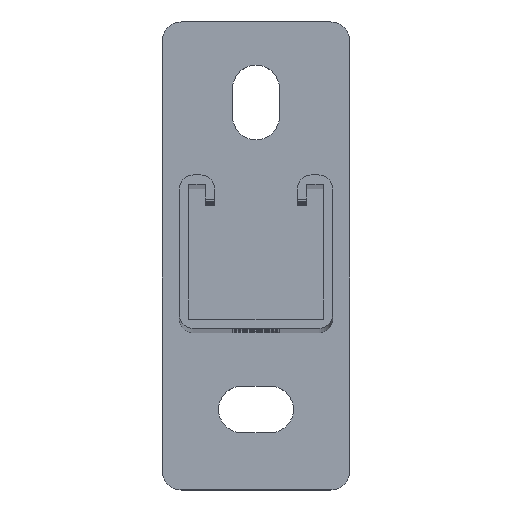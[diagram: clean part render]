
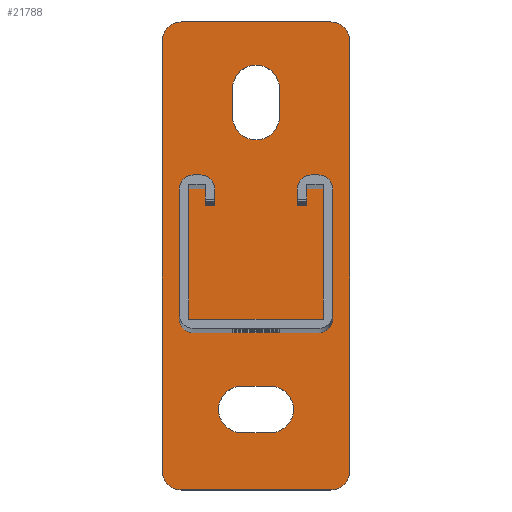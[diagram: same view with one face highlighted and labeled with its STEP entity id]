
A CAD part, top view. The second image highlights one B-rep face of the part: STEP entity #21788.
In plain terms, the highlighted planar face has unit normal (0, 0, 1).
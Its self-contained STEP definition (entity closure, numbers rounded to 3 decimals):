
#277 = DIRECTION ( 'NONE',  ( 0., 0., 1. ) ) ;
#332 = ORIENTED_EDGE ( 'NONE', *, *, #25070, .F. ) ;
#495 = CARTESIAN_POINT ( 'NONE',  ( 6.25, 44.75, 0. ) ) ;
#512 = DIRECTION ( 'NONE',  ( 0., 1., 0. ) ) ;
#600 = VERTEX_POINT ( 'NONE', #7998 ) ;
#820 = ORIENTED_EDGE ( 'NONE', *, *, #9540, .F. ) ;
#1074 = ORIENTED_EDGE ( 'NONE', *, *, #11833, .F. ) ;
#1402 = VERTEX_POINT ( 'NONE', #8620 ) ;
#1456 = VERTEX_POINT ( 'NONE', #22450 ) ;
#1549 = LINE ( 'NONE', #6252, #34495 ) ;
#2409 = EDGE_CURVE ( 'NONE', #1456, #600, #37348, .T. ) ;
#2708 = ORIENTED_EDGE ( 'NONE', *, *, #8909, .F. ) ;
#3313 = FACE_BOUND ( 'NONE', #33695, .T. ) ;
#4230 = EDGE_CURVE ( 'NONE', #1402, #31884, #15614, .T. ) ;
#4919 = DIRECTION ( 'NONE',  ( 0., 0., 1. ) ) ;
#5066 = VECTOR ( 'NONE', #512, 1000. ) ;
#5148 = EDGE_LOOP ( 'NONE', ( #26111, #15638, #23712, #820, #1074 ) ) ;
#6194 = DIRECTION ( 'NONE',  ( 0., -1., 0. ) ) ;
#6252 = CARTESIAN_POINT ( 'NONE',  ( -25., -62.5, 0. ) ) ;
#6497 = DIRECTION ( 'NONE',  ( 0., 0., 1. ) ) ;
#7038 = DIRECTION ( 'NONE',  ( -1., 0., 0. ) ) ;
#7177 = VERTEX_POINT ( 'NONE', #19323 ) ;
#7178 = AXIS2_PLACEMENT_3D ( 'NONE', #29826, #23409, #7610 ) ;
#7213 = VERTEX_POINT ( 'NONE', #495 ) ;
#7251 = VERTEX_POINT ( 'NONE', #17059 ) ;
#7610 = DIRECTION ( 'NONE',  ( 1., 0., 0. ) ) ;
#7780 = CARTESIAN_POINT ( 'NONE',  ( -20., -57.5, 0. ) ) ;
#7967 = CARTESIAN_POINT ( 'NONE',  ( 0., 37.25, 0. ) ) ;
#7998 = CARTESIAN_POINT ( 'NONE',  ( 25., 57.5, 0. ) ) ;
#8037 = DIRECTION ( 'NONE',  ( 0., 0., 1. ) ) ;
#8072 = EDGE_CURVE ( 'NONE', #21714, #22866, #40266, .T. ) ;
#8620 = CARTESIAN_POINT ( 'NONE',  ( -3.75, -34.75, 0. ) ) ;
#8835 = DIRECTION ( 'NONE',  ( 1., 0., 0. ) ) ;
#8909 = EDGE_CURVE ( 'NONE', #7213, #7177, #23231, .T. ) ;
#9443 = DIRECTION ( 'NONE',  ( 1., 0., 0. ) ) ;
#9540 = EDGE_CURVE ( 'NONE', #28143, #7251, #37162, .T. ) ;
#9602 = AXIS2_PLACEMENT_3D ( 'NONE', #24765, #41062, #8835 ) ;
#9989 = DIRECTION ( 'NONE',  ( 1., 0., 0. ) ) ;
#10570 = CARTESIAN_POINT ( 'NONE',  ( 3.75, -41., 0. ) ) ;
#11161 = EDGE_CURVE ( 'NONE', #19958, #7213, #14021, .T. ) ;
#11187 = DIRECTION ( 'NONE',  ( 0., 0., 1. ) ) ;
#11379 = DIRECTION ( 'NONE',  ( 0., 0., 1. ) ) ;
#11833 = EDGE_CURVE ( 'NONE', #31884, #28143, #28513, .T. ) ;
#12525 = ORIENTED_EDGE ( 'NONE', *, *, #38776, .T. ) ;
#12562 = ORIENTED_EDGE ( 'NONE', *, *, #27080, .T. ) ;
#13056 = EDGE_CURVE ( 'NONE', #7251, #13153, #22367, .T. ) ;
#13153 = VERTEX_POINT ( 'NONE', #14481 ) ;
#13637 = CARTESIAN_POINT ( 'NONE',  ( -3.75, -47.25, 0. ) ) ;
#13654 = VECTOR ( 'NONE', #7038, 1000. ) ;
#13670 = VERTEX_POINT ( 'NONE', #38899 ) ;
#14021 = LINE ( 'NONE', #35668, #5066 ) ;
#14156 = CIRCLE ( 'NONE', #41346, 5. ) ;
#14392 = CARTESIAN_POINT ( 'NONE',  ( 25., 62.5, 0. ) ) ;
#14481 = CARTESIAN_POINT ( 'NONE',  ( 3.75, -34.75, 0. ) ) ;
#14943 = EDGE_CURVE ( 'NONE', #36101, #13670, #14156, .T. ) ;
#15284 = AXIS2_PLACEMENT_3D ( 'NONE', #35263, #6497, #9443 ) ;
#15614 = CIRCLE ( 'NONE', #31214, 6.25 ) ;
#15638 = ORIENTED_EDGE ( 'NONE', *, *, #31066, .F. ) ;
#16239 = LINE ( 'NONE', #24333, #23738 ) ;
#16258 = FACE_OUTER_BOUND ( 'NONE', #17394, .T. ) ;
#16375 = LINE ( 'NONE', #34563, #37837 ) ;
#16843 = AXIS2_PLACEMENT_3D ( 'NONE', #7967, #4919, #30308 ) ;
#17059 = CARTESIAN_POINT ( 'NONE',  ( 10., -41., 0. ) ) ;
#17394 = EDGE_LOOP ( 'NONE', ( #30074, #22279, #12525, #12562, #35603, #30244, #34669, #38050 ) ) ;
#17911 = CARTESIAN_POINT ( 'NONE',  ( -6.25, 44.75, 0. ) ) ;
#17933 = EDGE_CURVE ( 'NONE', #32100, #19958, #26619, .T. ) ;
#19263 = DIRECTION ( 'NONE',  ( 1., 0., 0. ) ) ;
#19323 = CARTESIAN_POINT ( 'NONE',  ( -6.25, 44.75, 0. ) ) ;
#19377 = DIRECTION ( 'NONE',  ( 0., 0., 1. ) ) ;
#19399 = CARTESIAN_POINT ( 'NONE',  ( -20., 62.5, 0. ) ) ;
#19958 = VERTEX_POINT ( 'NONE', #28774 ) ;
#20724 = DIRECTION ( 'NONE',  ( 0., -1., 0. ) ) ;
#21037 = DIRECTION ( 'NONE',  ( 1., 0., 0. ) ) ;
#21285 = DIRECTION ( 'NONE',  ( -1., 0., 0. ) ) ;
#21432 = CIRCLE ( 'NONE', #33986, 5. ) ;
#21697 = AXIS2_PLACEMENT_3D ( 'NONE', #7780, #11379, #30690 ) ;
#21714 = VERTEX_POINT ( 'NONE', #21906 ) ;
#21788 = ADVANCED_FACE ( 'NONE', ( #29776, #3313, #16258 ), #34720, .T. ) ;
#21906 = CARTESIAN_POINT ( 'NONE',  ( -25., -57.5, 0. ) ) ;
#22279 = ORIENTED_EDGE ( 'NONE', *, *, #8072, .T. ) ;
#22367 = CIRCLE ( 'NONE', #39456, 6.25 ) ;
#22450 = CARTESIAN_POINT ( 'NONE',  ( 25., -57.5, 0. ) ) ;
#22464 = CARTESIAN_POINT ( 'NONE',  ( 20., 57.5, 0. ) ) ;
#22866 = VERTEX_POINT ( 'NONE', #40481 ) ;
#23231 = CIRCLE ( 'NONE', #9602, 6.25 ) ;
#23409 = DIRECTION ( 'NONE',  ( 0., 0., 1. ) ) ;
#23712 = ORIENTED_EDGE ( 'NONE', *, *, #13056, .F. ) ;
#23738 = VECTOR ( 'NONE', #21285, 1000. ) ;
#23827 = VECTOR ( 'NONE', #20724, 1000. ) ;
#24072 = CARTESIAN_POINT ( 'NONE',  ( 3.75, -41., 0. ) ) ;
#24333 = CARTESIAN_POINT ( 'NONE',  ( -3.75, -34.75, 0. ) ) ;
#24602 = EDGE_CURVE ( 'NONE', #13670, #21714, #16375, .T. ) ;
#24715 = LINE ( 'NONE', #29262, #13654 ) ;
#24765 = CARTESIAN_POINT ( 'NONE',  ( 0., 44.75, 0. ) ) ;
#25070 = EDGE_CURVE ( 'NONE', #7177, #32100, #40791, .T. ) ;
#25968 = DIRECTION ( 'NONE',  ( 1., 0., 0. ) ) ;
#26111 = ORIENTED_EDGE ( 'NONE', *, *, #4230, .F. ) ;
#26142 = DIRECTION ( 'NONE',  ( 1., 0., 0. ) ) ;
#26297 = CARTESIAN_POINT ( 'NONE',  ( 3.75, -47.25, 0. ) ) ;
#26300 = AXIS2_PLACEMENT_3D ( 'NONE', #24072, #11187, #27847 ) ;
#26619 = CIRCLE ( 'NONE', #16843, 6.25 ) ;
#26762 = VERTEX_POINT ( 'NONE', #34334 ) ;
#27080 = EDGE_CURVE ( 'NONE', #26762, #1456, #35124, .T. ) ;
#27847 = DIRECTION ( 'NONE',  ( 1., 0., 0. ) ) ;
#28143 = VERTEX_POINT ( 'NONE', #26297 ) ;
#28513 = LINE ( 'NONE', #13637, #30973 ) ;
#28727 = EDGE_CURVE ( 'NONE', #600, #31783, #21432, .T. ) ;
#28774 = CARTESIAN_POINT ( 'NONE',  ( 6.25, 37.25, 0. ) ) ;
#29262 = CARTESIAN_POINT ( 'NONE',  ( -25., 62.5, 0. ) ) ;
#29776 = FACE_BOUND ( 'NONE', #5148, .T. ) ;
#29826 = CARTESIAN_POINT ( 'NONE',  ( 20., -57.5, 0. ) ) ;
#30074 = ORIENTED_EDGE ( 'NONE', *, *, #24602, .T. ) ;
#30244 = ORIENTED_EDGE ( 'NONE', *, *, #28727, .T. ) ;
#30308 = DIRECTION ( 'NONE',  ( 1., 0., 0. ) ) ;
#30690 = DIRECTION ( 'NONE',  ( 1., 0., 0. ) ) ;
#30973 = VECTOR ( 'NONE', #26142, 1000. ) ;
#31066 = EDGE_CURVE ( 'NONE', #13153, #1402, #16239, .T. ) ;
#31214 = AXIS2_PLACEMENT_3D ( 'NONE', #35273, #19377, #9989 ) ;
#31783 = VERTEX_POINT ( 'NONE', #34474 ) ;
#31884 = VERTEX_POINT ( 'NONE', #35148 ) ;
#32100 = VERTEX_POINT ( 'NONE', #39446 ) ;
#33695 = EDGE_LOOP ( 'NONE', ( #2708, #40917, #36095, #332 ) ) ;
#33986 = AXIS2_PLACEMENT_3D ( 'NONE', #22464, #277, #25968 ) ;
#34334 = CARTESIAN_POINT ( 'NONE',  ( 20., -62.5, 0. ) ) ;
#34474 = CARTESIAN_POINT ( 'NONE',  ( 20., 62.5, 0. ) ) ;
#34495 = VECTOR ( 'NONE', #19263, 1000. ) ;
#34563 = CARTESIAN_POINT ( 'NONE',  ( -25., 62.5, 0. ) ) ;
#34669 = ORIENTED_EDGE ( 'NONE', *, *, #36785, .T. ) ;
#34720 = PLANE ( 'NONE',  #15284 ) ;
#35124 = CIRCLE ( 'NONE', #7178, 5. ) ;
#35148 = CARTESIAN_POINT ( 'NONE',  ( -3.75, -47.25, 0. ) ) ;
#35263 = CARTESIAN_POINT ( 'NONE',  ( 0., 0., 0. ) ) ;
#35273 = CARTESIAN_POINT ( 'NONE',  ( -3.75, -41., 0. ) ) ;
#35346 = VECTOR ( 'NONE', #39537, 1000. ) ;
#35603 = ORIENTED_EDGE ( 'NONE', *, *, #2409, .T. ) ;
#35668 = CARTESIAN_POINT ( 'NONE',  ( 6.25, 44.75, 0. ) ) ;
#36095 = ORIENTED_EDGE ( 'NONE', *, *, #17933, .F. ) ;
#36101 = VERTEX_POINT ( 'NONE', #19399 ) ;
#36158 = DIRECTION ( 'NONE',  ( 0., 0., 1. ) ) ;
#36785 = EDGE_CURVE ( 'NONE', #31783, #36101, #24715, .T. ) ;
#37162 = CIRCLE ( 'NONE', #26300, 6.25 ) ;
#37216 = CARTESIAN_POINT ( 'NONE',  ( -20., 57.5, 0. ) ) ;
#37348 = LINE ( 'NONE', #14392, #35346 ) ;
#37837 = VECTOR ( 'NONE', #6194, 1000. ) ;
#38050 = ORIENTED_EDGE ( 'NONE', *, *, #14943, .T. ) ;
#38776 = EDGE_CURVE ( 'NONE', #22866, #26762, #1549, .T. ) ;
#38899 = CARTESIAN_POINT ( 'NONE',  ( -25., 57.5, 0. ) ) ;
#39446 = CARTESIAN_POINT ( 'NONE',  ( -6.25, 37.25, 0. ) ) ;
#39456 = AXIS2_PLACEMENT_3D ( 'NONE', #10570, #36158, #39483 ) ;
#39483 = DIRECTION ( 'NONE',  ( 1., 0., 0. ) ) ;
#39537 = DIRECTION ( 'NONE',  ( 0., 1., 0. ) ) ;
#40266 = CIRCLE ( 'NONE', #21697, 5. ) ;
#40481 = CARTESIAN_POINT ( 'NONE',  ( -20., -62.5, 0. ) ) ;
#40791 = LINE ( 'NONE', #17911, #23827 ) ;
#40917 = ORIENTED_EDGE ( 'NONE', *, *, #11161, .F. ) ;
#41062 = DIRECTION ( 'NONE',  ( 0., 0., 1. ) ) ;
#41346 = AXIS2_PLACEMENT_3D ( 'NONE', #37216, #8037, #21037 ) ;
